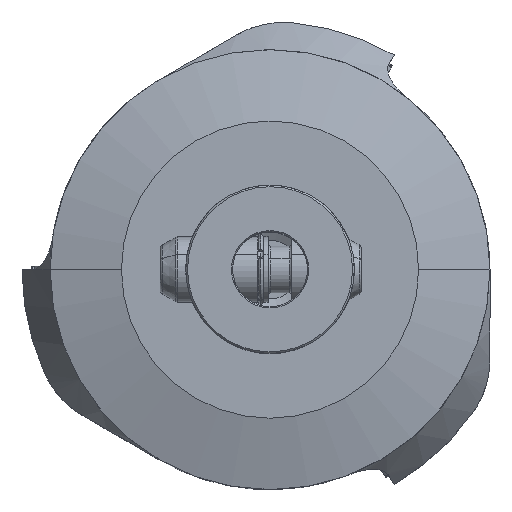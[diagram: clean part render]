
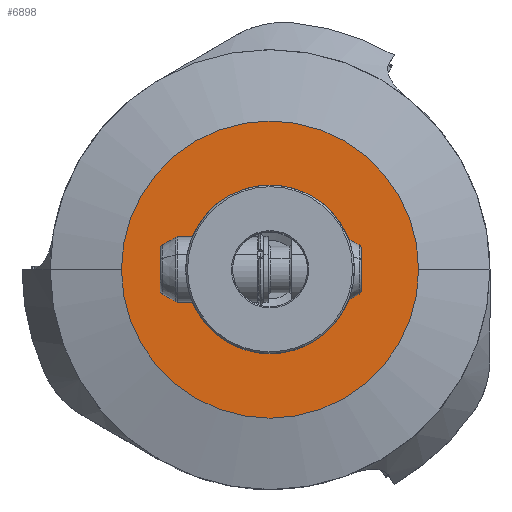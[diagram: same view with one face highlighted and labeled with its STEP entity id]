
A CAD part, top view. The second image highlights one B-rep face of the part: STEP entity #6898.
In plain terms, the highlighted planar face has unit normal (0, 0, 1).
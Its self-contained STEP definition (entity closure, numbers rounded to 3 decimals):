
#4608=VERTEX_POINT('NONE',#11055);
#4754=VERTEX_POINT('NONE',#11215);
#6092=VERTEX_POINT('NONE',#12697);
#6584=EDGE_CURVE('NONE',#6092,#4754,#13232,.T.);
#6838=EDGE_CURVE('NONE',#4608,#7348,#13517,.T.);
#6898=ADVANCED_FACE('NONE',(#13581,#13582),#13583,.F.);
#7348=VERTEX_POINT('NONE',#14076);
#8630=EDGE_CURVE('NONE',#4754,#6092,#15504,.T.);
#8634=EDGE_CURVE('NONE',#7348,#4608,#15508,.T.);
#11055=CARTESIAN_POINT('',(-31.75,0.0,0.));
#11215=CARTESIAN_POINT('',(-17.8,0.,0.));
#12697=CARTESIAN_POINT('',(17.8,0.,0.));
#13232=CIRCLE('',#22875,17.8);
#13517=CIRCLE('',#23275,31.75);
#13581=FACE_OUTER_BOUND('',#23386,.T.);
#13582=FACE_BOUND('',#23387,.T.);
#13583=PLANE('',#23388);
#14076=CARTESIAN_POINT('',(31.75,0.,0.));
#15504=CIRCLE('',#26741,17.8);
#15508=CIRCLE('',#26748,31.75);
#22875=AXIS2_PLACEMENT_3D('',#32680,#32681,#32682);
#23275=AXIS2_PLACEMENT_3D('',#33035,#33036,#33037);
#23386=EDGE_LOOP('',(#33100,#33101));
#23387=EDGE_LOOP('',(#33102,#33103));
#23388=AXIS2_PLACEMENT_3D('',#33104,#33105,#33106);
#26741=AXIS2_PLACEMENT_3D('',#35483,#35484,#35485);
#26748=AXIS2_PLACEMENT_3D('',#35487,#35488,#35489);
#32680=CARTESIAN_POINT('',(0.,0.0,0.));
#32681=DIRECTION('',(0.,0.0,1.0));
#32682=DIRECTION('',(1.0,0.0,0.));
#33035=CARTESIAN_POINT('',(0.,0.0,0.));
#33036=DIRECTION('',(0.,0.0,1.0));
#33037=DIRECTION('',(1.0,0.0,0.));
#33100=ORIENTED_EDGE('',*,*,#6838,.T.);
#33101=ORIENTED_EDGE('',*,*,#8634,.T.);
#33102=ORIENTED_EDGE('',*,*,#6584,.F.);
#33103=ORIENTED_EDGE('',*,*,#8630,.F.);
#33104=CARTESIAN_POINT('',(-31.75,0.0,0.));
#33105=DIRECTION('',(0.,0.,-1.0));
#33106=DIRECTION('',(-1.0,0.,0.0));
#35483=CARTESIAN_POINT('',(0.,0.0,0.));
#35484=DIRECTION('',(0.,0.0,1.0));
#35485=DIRECTION('',(1.0,0.0,0.));
#35487=CARTESIAN_POINT('',(0.,0.0,0.));
#35488=DIRECTION('',(0.,0.0,1.0));
#35489=DIRECTION('',(1.0,0.0,0.));
